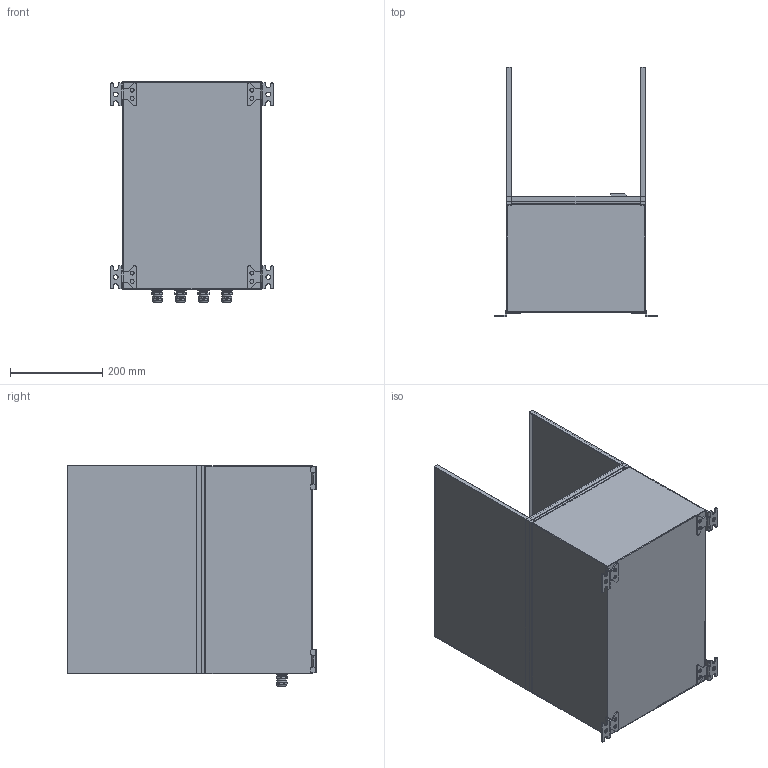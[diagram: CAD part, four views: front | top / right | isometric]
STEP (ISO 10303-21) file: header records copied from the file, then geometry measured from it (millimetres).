
FILE_DESCRIPTION (( 'STEP AP214' ), '1' );
FILE_NAME ('ZCC-03006-xx Rittal Cabinet EMC-FLEAE210 for DL850Txx-x.STEP', '2016-11-15T12:34:07', ( '' ), ( '' ), 'SwSTEP 2.0', 'SolidWorks 2015', '' );
FILE_SCHEMA (( 'AUTOMOTIVE_DESIGN' ));
Length unit declared in the file: millimetre
Products named in the file (7): ZCC-03006-6 Bulkhead angle mount; ZCC-03006-4 PG Nippel Dummy; ZCC-03006-5 Door lock; ZCC-03006-2 PG Plate; ZCC-03006-3 Cabinet door; ZCC-03006-1 Cabinet body; ZCC-03006-xx Rittal Cabinet EMC-FLEAE210 for DL850Txx-x
Assembly tree (15 placements, depth 2):
  ZCC-03006-xx Rittal Cabinet EMC-FLEAE210 for DL850Txx-x
    ZCC-03006-1 Cabinet body
    ZCC-03006-3 Cabinet door  x3
    ZCC-03006-2 PG Plate
    ZCC-03006-5 Door lock  x2
    ZCC-03006-4 PG Nippel Dummy  x4
    ZCC-03006-6 Bulkhead angle mount  x4
Bounding box: 353 x 540 x 477 mm (x, y, z)
Volume: 1991252.8 mm3; surface area: 1999967.2 mm2
Topology: 27 solids, 27 shells, 1074 faces, 2666 edges, 1666 vertices
Faces by surface type: plane 608, cylinder 354, torus 52, cone 40, bspline 12, sphere 8
Full cylindrical faces by diameter (mm): 3 x2, 7 x8, 8.5 x8, 10 x6, 13.4 x4, 13.5 x4, 16 x2, 16.8 x4, 17.5 x4, 17.6 x4, 19 x4, 20 x12, 20.5 x1, 21.8 x8, 23 x3
Entity records: 13813 total; most frequent: CARTESIAN_POINT 2642, DIRECTION 2094, ORIENTED_EDGE 1992, EDGE_CURVE 996, AXIS2_PLACEMENT_3D 727, VERTEX_POINT 644, LINE 640, VECTOR 640
